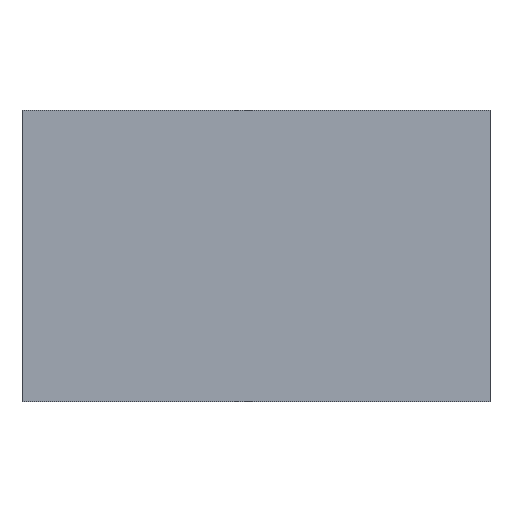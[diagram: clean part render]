
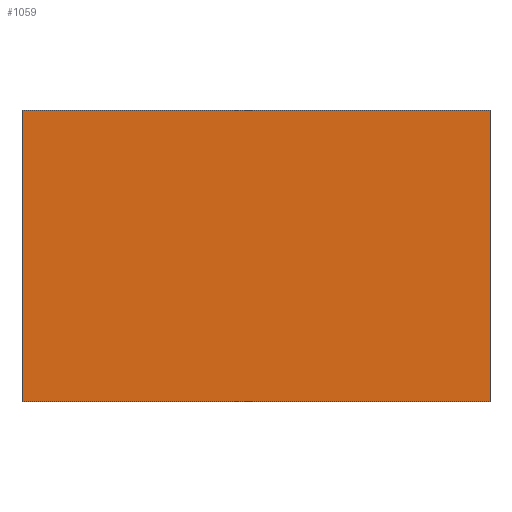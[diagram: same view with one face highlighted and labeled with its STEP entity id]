
A CAD part, top view. The second image highlights one B-rep face of the part: STEP entity #1059.
In plain terms, the highlighted planar face has unit normal (0, 0, 1).
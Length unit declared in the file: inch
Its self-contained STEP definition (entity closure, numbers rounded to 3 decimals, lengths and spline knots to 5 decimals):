
#91=PLANE('',#1146);
#147=FACE_OUTER_BOUND('',#208,.T.);
#208=EDGE_LOOP('',(#971,#972,#973,#974));
#284=LINE('',#2851,#364);
#286=LINE('',#2855,#366);
#288=LINE('',#2859,#368);
#290=LINE('',#2862,#370);
#364=VECTOR('',#1377,0.3937);
#366=VECTOR('',#1381,0.3937);
#368=VECTOR('',#1385,0.3937);
#370=VECTOR('',#1389,0.3937);
#511=VERTEX_POINT('',#2848);
#512=VERTEX_POINT('',#2850);
#513=VERTEX_POINT('',#2854);
#514=VERTEX_POINT('',#2858);
#662=EDGE_CURVE('',#512,#511,#284,.T.);
#664=EDGE_CURVE('',#513,#512,#286,.T.);
#666=EDGE_CURVE('',#514,#513,#288,.T.);
#668=EDGE_CURVE('',#511,#514,#290,.T.);
#971=ORIENTED_EDGE('',*,*,#668,.T.);
#972=ORIENTED_EDGE('',*,*,#666,.T.);
#973=ORIENTED_EDGE('',*,*,#664,.T.);
#974=ORIENTED_EDGE('',*,*,#662,.T.);
#1059=ADVANCED_FACE('',(#147),#91,.T.);
#1146=AXIS2_PLACEMENT_3D('',#2863,#1390,#1391);
#1377=DIRECTION('',(0.,-1.,0.));
#1381=DIRECTION('',(-1.,0.,0.));
#1385=DIRECTION('',(0.,1.,0.));
#1389=DIRECTION('',(1.,0.,0.));
#1390=DIRECTION('center_axis',(0.,0.,1.));
#1391=DIRECTION('ref_axis',(1.,0.,0.));
#2848=CARTESIAN_POINT('',(-3.96607,-2.4587,0.25));
#2850=CARTESIAN_POINT('',(-3.96607,2.47987,0.25));
#2851=CARTESIAN_POINT('',(-3.96607,-2.4587,0.25));
#2854=CARTESIAN_POINT('',(3.95486,2.47987,0.25));
#2855=CARTESIAN_POINT('',(-3.96607,2.47987,0.25));
#2858=CARTESIAN_POINT('',(3.95486,-2.4587,0.25));
#2859=CARTESIAN_POINT('',(3.95486,2.47987,0.25));
#2862=CARTESIAN_POINT('',(3.95486,-2.4587,0.25));
#2863=CARTESIAN_POINT('Origin',(-0.0056,0.01059,
0.25));
